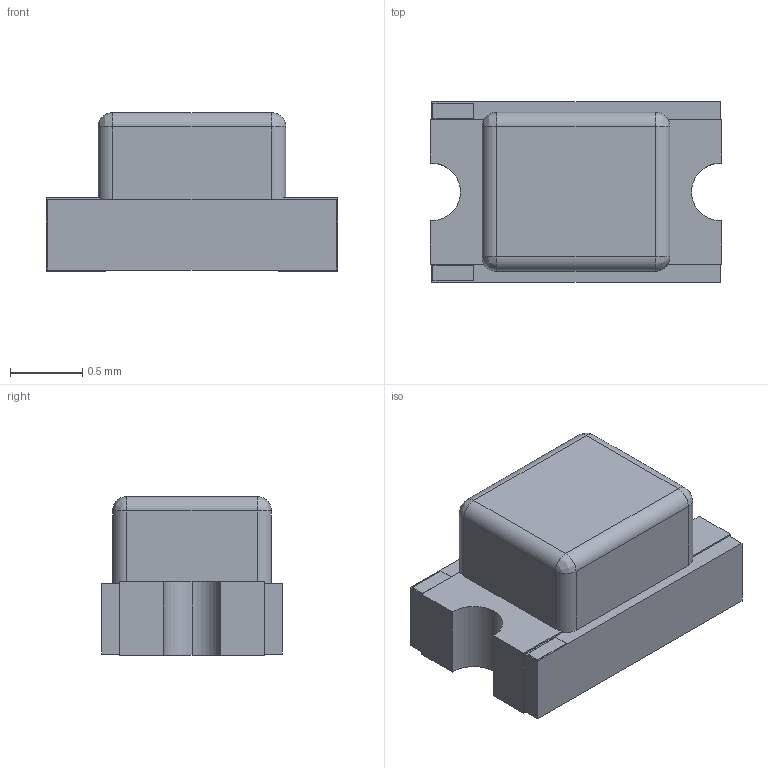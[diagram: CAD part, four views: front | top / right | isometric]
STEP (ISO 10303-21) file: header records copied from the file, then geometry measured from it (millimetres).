
FILE_DESCRIPTION (( 'STEP AP214' ), '1' );
FILE_NAME ('SMD_LED_GREEN.STEP', '2019-06-28T07:28:32', ( 'CONGMANH' ), ( '' ), 'SwSTEP 2.0', 'SolidWorks 2012', '' );
FILE_SCHEMA (( 'AUTOMOTIVE_DESIGN' ));
Length unit declared in the file: millimetre
Products named in the file (1): SMD_LED_GREEN
Bounding box: 2.02 x 1.25 x 1.1 mm (x, y, z)
Volume: 2 mm3; surface area: 10.9 mm2
Topology: 1 solids, 1 shells, 54 faces, 142 edges, 88 vertices
Faces by surface type: plane 38, cylinder 12, bspline 4
Entity records: 2088 total; most frequent: CARTESIAN_POINT 341, ORIENTED_EDGE 276, DIRECTION 268, EDGE_CURVE 138, LINE 110, VECTOR 110, VERTEX_POINT 88, AXIS2_PLACEMENT_3D 79
